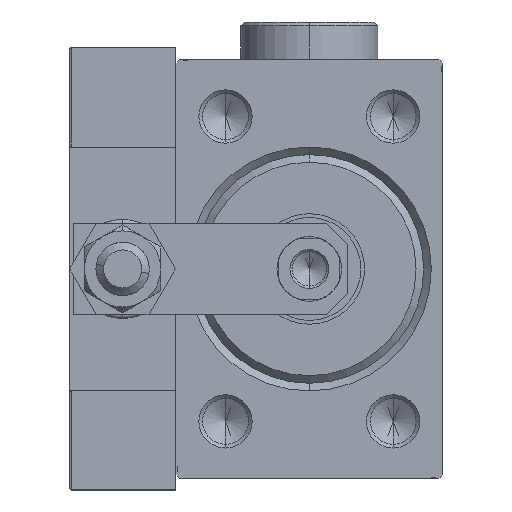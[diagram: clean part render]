
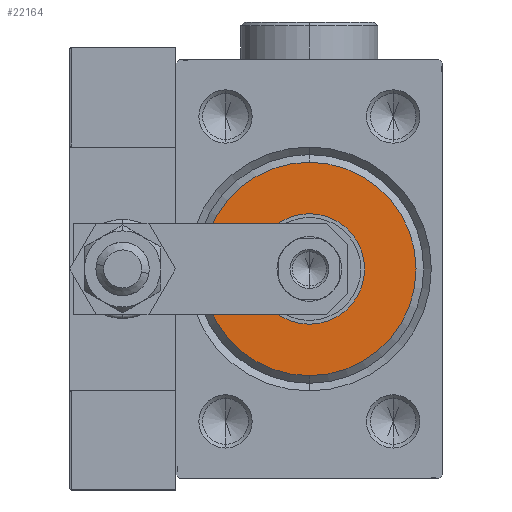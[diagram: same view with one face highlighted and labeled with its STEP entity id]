
A CAD part, left-side view. The second image highlights one B-rep face of the part: STEP entity #22164.
In plain terms, the highlighted face is planar.
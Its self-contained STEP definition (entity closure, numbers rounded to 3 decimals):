
#2615 = CARTESIAN_POINT ( 'NONE',  ( 3., 0., -7.25 ) ) ;
#4002 = CIRCLE ( 'NONE', #39796, 14. ) ;
#4892 = ORIENTED_EDGE ( 'NONE', *, *, #26896, .T. ) ;
#5020 = ORIENTED_EDGE ( 'NONE', *, *, #5235, .F. ) ;
#5235 = EDGE_CURVE ( 'NONE', #35919, #34954, #37715, .T. ) ;
#9031 = VERTEX_POINT ( 'NONE', #25312 ) ;
#11141 = DIRECTION ( 'NONE',  ( 1., 0., 0. ) ) ;
#13424 = DIRECTION ( 'NONE',  ( 0., 0., -1. ) ) ;
#18238 = VERTEX_POINT ( 'NONE', #28564 ) ;
#21517 = DIRECTION ( 'NONE',  ( 0., 0., -1. ) ) ;
#22164 = ADVANCED_FACE ( 'NONE', ( #49462, #25175 ), #37470, .T. ) ;
#23726 = CIRCLE ( 'NONE', #31428, 7.25 ) ;
#24125 = DIRECTION ( 'NONE',  ( 0., 0., -1. ) ) ;
#25175 = FACE_BOUND ( 'NONE', #25817, .T. ) ;
#25312 = CARTESIAN_POINT ( 'NONE',  ( 3., 0., 14. ) ) ;
#25817 = EDGE_LOOP ( 'NONE', ( #5020, #44410 ) ) ;
#26896 = EDGE_CURVE ( 'NONE', #9031, #18238, #30865, .T. ) ;
#28564 = CARTESIAN_POINT ( 'NONE',  ( 3., 0., -14. ) ) ;
#28921 = CARTESIAN_POINT ( 'NONE',  ( 3., 0., 0. ) ) ;
#30865 = CIRCLE ( 'NONE', #47934, 14. ) ;
#31428 = AXIS2_PLACEMENT_3D ( 'NONE', #48810, #45347, #49593 ) ;
#33034 = CARTESIAN_POINT ( 'NONE',  ( 3., 0., 0. ) ) ;
#33990 = DIRECTION ( 'NONE',  ( 0., 0., -1. ) ) ;
#34954 = VERTEX_POINT ( 'NONE', #41510 ) ;
#35919 = VERTEX_POINT ( 'NONE', #2615 ) ;
#37470 = PLANE ( 'NONE',  #51325 ) ;
#37715 = CIRCLE ( 'NONE', #39442, 7.25 ) ;
#37979 = DIRECTION ( 'NONE',  ( 1., 0., 0. ) ) ;
#39442 = AXIS2_PLACEMENT_3D ( 'NONE', #28921, #11141, #24125 ) ;
#39796 = AXIS2_PLACEMENT_3D ( 'NONE', #33034, #49543, #21517 ) ;
#40222 = EDGE_CURVE ( 'NONE', #18238, #9031, #4002, .T. ) ;
#41205 = CARTESIAN_POINT ( 'NONE',  ( 3., 0., 0. ) ) ;
#41460 = CARTESIAN_POINT ( 'NONE',  ( 3., 0., 0. ) ) ;
#41510 = CARTESIAN_POINT ( 'NONE',  ( 3., 0., 7.25 ) ) ;
#43965 = EDGE_CURVE ( 'NONE', #34954, #35919, #23726, .T. ) ;
#44410 = ORIENTED_EDGE ( 'NONE', *, *, #43965, .F. ) ;
#45218 = DIRECTION ( 'NONE',  ( 1., 0., 0. ) ) ;
#45347 = DIRECTION ( 'NONE',  ( 1., 0., 0. ) ) ;
#47332 = EDGE_LOOP ( 'NONE', ( #4892, #47705 ) ) ;
#47705 = ORIENTED_EDGE ( 'NONE', *, *, #40222, .T. ) ;
#47934 = AXIS2_PLACEMENT_3D ( 'NONE', #41460, #37979, #13424 ) ;
#48810 = CARTESIAN_POINT ( 'NONE',  ( 3., 0., 0. ) ) ;
#49462 = FACE_OUTER_BOUND ( 'NONE', #47332, .T. ) ;
#49543 = DIRECTION ( 'NONE',  ( 1., 0., 0. ) ) ;
#49593 = DIRECTION ( 'NONE',  ( 0., 0., -1. ) ) ;
#51325 = AXIS2_PLACEMENT_3D ( 'NONE', #41205, #45218, #33990 ) ;
